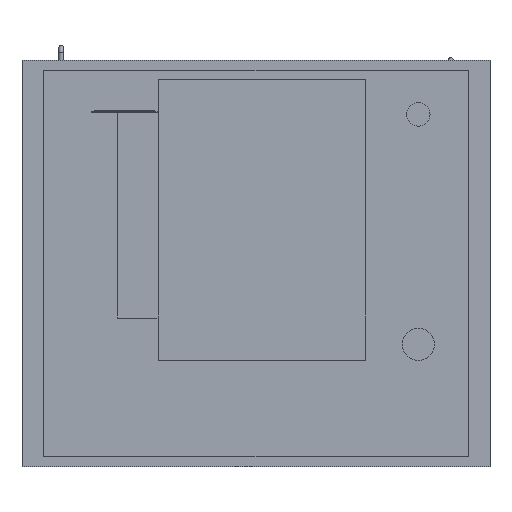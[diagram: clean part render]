
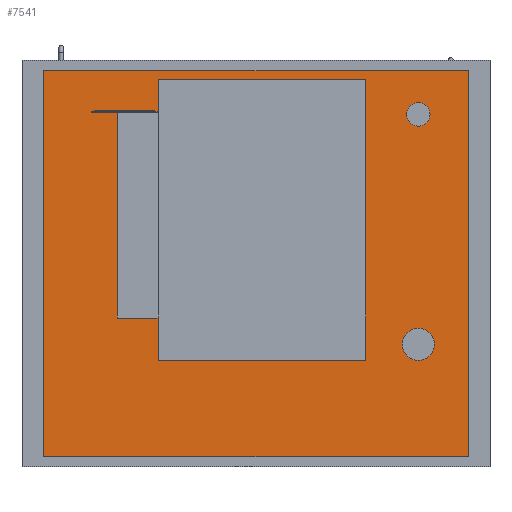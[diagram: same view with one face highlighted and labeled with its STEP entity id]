
A CAD part, front view. The second image highlights one B-rep face of the part: STEP entity #7541.
In plain terms, the highlighted planar face has unit normal (0, -1, 0).
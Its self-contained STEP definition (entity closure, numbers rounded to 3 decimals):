
#116=FACE_BOUND('',#988,.T.);
#117=FACE_BOUND('',#989,.T.);
#137=PLANE('',#8081);
#521=FACE_OUTER_BOUND('',#987,.T.);
#987=EDGE_LOOP('',(#5324,#5325,#5326,#5327));
#988=EDGE_LOOP('',(#5328));
#989=EDGE_LOOP('',(#5329));
#1461=LINE('',#10932,#2380);
#1465=LINE('',#10940,#2384);
#1468=LINE('',#10946,#2387);
#1471=LINE('',#10951,#2390);
#2380=VECTOR('',#8742,10.);
#2384=VECTOR('',#8748,10.);
#2387=VECTOR('',#8753,10.);
#2390=VECTOR('',#8758,10.);
#3286=CIRCLE('',#8065,20.);
#3288=CIRCLE('',#8069,27.5);
#3456=VERTEX_POINT('',#10893);
#3458=VERTEX_POINT('',#10900);
#3467=VERTEX_POINT('',#10930);
#3468=VERTEX_POINT('',#10931);
#3471=VERTEX_POINT('',#10939);
#3473=VERTEX_POINT('',#10945);
#4183=EDGE_CURVE('',#3456,#3456,#3286,.T.);
#4186=EDGE_CURVE('',#3458,#3458,#3288,.T.);
#4199=EDGE_CURVE('',#3467,#3468,#1461,.T.);
#4203=EDGE_CURVE('',#3471,#3467,#1465,.T.);
#4206=EDGE_CURVE('',#3473,#3471,#1468,.T.);
#4209=EDGE_CURVE('',#3468,#3473,#1471,.T.);
#5324=ORIENTED_EDGE('',*,*,#4209,.F.);
#5325=ORIENTED_EDGE('',*,*,#4199,.F.);
#5326=ORIENTED_EDGE('',*,*,#4203,.F.);
#5327=ORIENTED_EDGE('',*,*,#4206,.F.);
#5328=ORIENTED_EDGE('',*,*,#4183,.T.);
#5329=ORIENTED_EDGE('',*,*,#4186,.T.);
#7541=ADVANCED_FACE('',(#521,#116,#117),#137,.F.);
#8065=AXIS2_PLACEMENT_3D('',#10895,#8705,#8706);
#8069=AXIS2_PLACEMENT_3D('',#10902,#8714,#8715);
#8081=AXIS2_PLACEMENT_3D('',#10954,#8762,#8763);
#8705=DIRECTION('center_axis',(0.,1.,0.));
#8706=DIRECTION('ref_axis',(1.,0.,0.));
#8714=DIRECTION('center_axis',(0.,1.,0.));
#8715=DIRECTION('ref_axis',(1.,0.,0.));
#8742=DIRECTION('',(0.,0.,1.));
#8748=DIRECTION('',(-1.,0.,0.));
#8753=DIRECTION('',(0.,0.,-1.));
#8758=DIRECTION('',(1.,0.,0.));
#8762=DIRECTION('center_axis',(0.,1.,0.));
#8763=DIRECTION('ref_axis',(0.,0.,1.));
#10893=CARTESIAN_POINT('',(257.5,0.,255.));
#10895=CARTESIAN_POINT('Origin',(277.5,0.,255.));
#10900=CARTESIAN_POINT('',(250.,0.,-138.));
#10902=CARTESIAN_POINT('Origin',(277.5,0.,-138.));
#10930=CARTESIAN_POINT('',(-362.5,0.,-330.));
#10931=CARTESIAN_POINT('',(-362.5,0.,330.));
#10932=CARTESIAN_POINT('',(-362.5,0.,-330.));
#10939=CARTESIAN_POINT('',(362.5,0.,-330.));
#10940=CARTESIAN_POINT('',(362.5,0.,-330.));
#10945=CARTESIAN_POINT('',(362.5,0.,330.));
#10946=CARTESIAN_POINT('',(362.5,0.,330.));
#10951=CARTESIAN_POINT('',(-362.5,0.,330.));
#10954=CARTESIAN_POINT('Origin',(0.,0.,0.));
